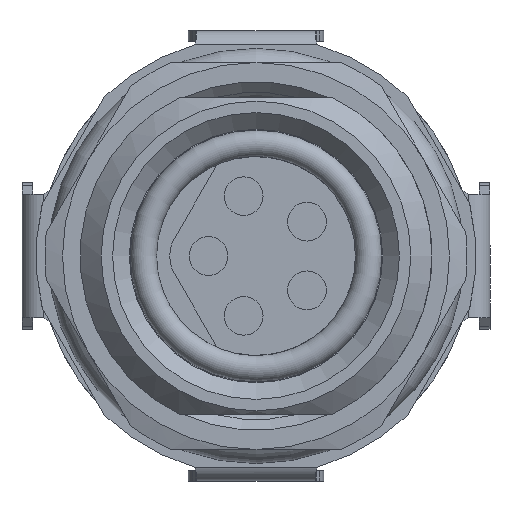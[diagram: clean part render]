
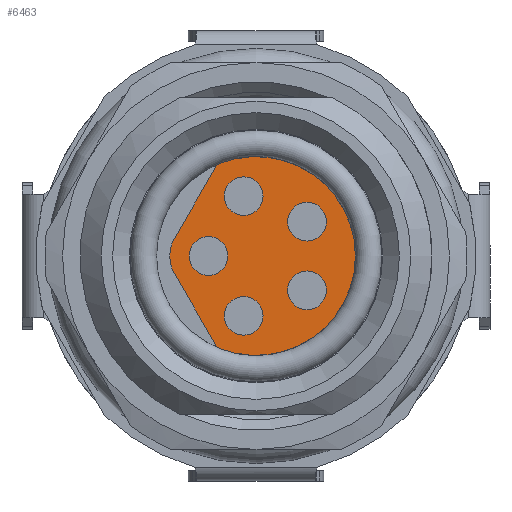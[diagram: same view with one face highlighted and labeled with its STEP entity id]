
A CAD part, left-side view. The second image highlights one B-rep face of the part: STEP entity #6463.
In plain terms, the highlighted planar face has unit normal (-1, 0, 0).
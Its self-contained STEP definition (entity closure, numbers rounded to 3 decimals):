
#372=PLANE('',#7773);
#1018=EDGE_LOOP('',(#1937));
#1019=EDGE_LOOP('',(#1938));
#1020=EDGE_LOOP('',(#1939));
#1021=EDGE_LOOP('',(#1940));
#1022=EDGE_LOOP('',(#1941));
#1023=EDGE_LOOP('',(#1942,#1943,#1944,#1945,#1946,#1947));
#1458=CIRCLE('',#7751,1.);
#1459=CIRCLE('',#7754,0.2);
#1460=CIRCLE('',#7756,0.2);
#1462=CIRCLE('',#7760,0.55);
#1464=CIRCLE('',#7763,0.55);
#1466=CIRCLE('',#7766,0.55);
#1468=CIRCLE('',#7769,0.55);
#1469=CIRCLE('',#7771,0.55);
#1470=CIRCLE('',#7772,2.825);
#1937=ORIENTED_EDGE('',*,*,#4100,.F.);
#1938=ORIENTED_EDGE('',*,*,#4098,.F.);
#1939=ORIENTED_EDGE('',*,*,#4101,.F.);
#1940=ORIENTED_EDGE('',*,*,#4096,.F.);
#1941=ORIENTED_EDGE('',*,*,#4094,.F.);
#1942=ORIENTED_EDGE('',*,*,#4092,.T.);
#1943=ORIENTED_EDGE('',*,*,#4090,.T.);
#1944=ORIENTED_EDGE('',*,*,#4102,.F.);
#1945=ORIENTED_EDGE('',*,*,#4087,.T.);
#1946=ORIENTED_EDGE('',*,*,#4085,.T.);
#1947=ORIENTED_EDGE('',*,*,#4082,.T.);
#4082=EDGE_CURVE('',#7028,#7029,#1458,.T.);
#4085=EDGE_CURVE('',#7030,#7028,#5140,.T.);
#4087=EDGE_CURVE('',#7031,#7030,#1459,.T.);
#4090=EDGE_CURVE('',#7033,#7032,#1460,.T.);
#4092=EDGE_CURVE('',#7029,#7033,#5145,.T.);
#4094=EDGE_CURVE('',#7035,#7035,#1462,.T.);
#4096=EDGE_CURVE('',#7037,#7037,#1464,.T.);
#4098=EDGE_CURVE('',#7039,#7039,#1466,.T.);
#4100=EDGE_CURVE('',#7041,#7041,#1468,.T.);
#4101=EDGE_CURVE('',#7042,#7042,#1469,.T.);
#4102=EDGE_CURVE('',#7031,#7032,#1470,.T.);
#5140=LINE('',#10824,#5798);
#5145=LINE('',#10838,#5803);
#5798=VECTOR('',#8609,1.);
#5803=VECTOR('',#8624,1.);
#6463=ADVANCED_FACE('',(#6866,#6867,#6868,#6869,#6870,#6871),#372,.F.);
#6866=FACE_BOUND('',#1018,.T.);
#6867=FACE_BOUND('',#1019,.T.);
#6868=FACE_BOUND('',#1020,.T.);
#6869=FACE_BOUND('',#1021,.T.);
#6870=FACE_BOUND('',#1022,.T.);
#6871=FACE_BOUND('',#1023,.T.);
#7028=VERTEX_POINT('',#10819);
#7029=VERTEX_POINT('',#10820);
#7030=VERTEX_POINT('',#10825);
#7031=VERTEX_POINT('',#10829);
#7032=VERTEX_POINT('',#10833);
#7033=VERTEX_POINT('',#10835);
#7035=VERTEX_POINT('',#10843);
#7037=VERTEX_POINT('',#10848);
#7039=VERTEX_POINT('',#10853);
#7041=VERTEX_POINT('',#10858);
#7042=VERTEX_POINT('',#10861);
#7751=AXIS2_PLACEMENT_3D('',#10818,#8603,#8604);
#7754=AXIS2_PLACEMENT_3D('',#10828,#8613,#8614);
#7756=AXIS2_PLACEMENT_3D('',#10834,#8619,#8620);
#7760=AXIS2_PLACEMENT_3D('',#10842,#8629,#8630);
#7763=AXIS2_PLACEMENT_3D('',#10847,#8635,#8636);
#7766=AXIS2_PLACEMENT_3D('',#10852,#8641,#8642);
#7769=AXIS2_PLACEMENT_3D('',#10857,#8647,#8648);
#7771=AXIS2_PLACEMENT_3D('',#10860,#8651,#8652);
#7772=AXIS2_PLACEMENT_3D('',#10862,#8653,#8654);
#7773=AXIS2_PLACEMENT_3D('',#10863,#8655,#8656);
#8603=DIRECTION('',(-1.,0.,0.));
#8604=DIRECTION('',(0.,0.,-1.));
#8609=DIRECTION('',(0.,0.5,-0.866));
#8613=DIRECTION('',(-1.,0.,0.));
#8614=DIRECTION('',(0.,-1.,0.));
#8619=DIRECTION('',(-1.,0.,0.));
#8620=DIRECTION('',(0.,-1.,0.));
#8624=DIRECTION('',(0.,-0.5,-0.866));
#8629=DIRECTION('',(-1.,0.,0.));
#8630=DIRECTION('',(0.,0.,-1.));
#8635=DIRECTION('',(-1.,0.,0.));
#8636=DIRECTION('',(0.,0.,-1.));
#8641=DIRECTION('',(-1.,0.,0.));
#8642=DIRECTION('',(0.,0.,-1.));
#8647=DIRECTION('',(-1.,0.,0.));
#8648=DIRECTION('',(0.,0.,-1.));
#8651=DIRECTION('',(-1.,0.,0.));
#8652=DIRECTION('',(0.,0.,-1.));
#8653=DIRECTION('',(1.,0.,0.));
#8654=DIRECTION('',(0.,-1.,0.));
#8655=DIRECTION('',(1.,0.,0.));
#8656=DIRECTION('',(0.,-1.,0.));
#10818=CARTESIAN_POINT('',(0.7,1.45,0.));
#10819=CARTESIAN_POINT('',(0.7,2.316,0.5));
#10820=CARTESIAN_POINT('',(0.7,2.316,-0.5));
#10824=CARTESIAN_POINT('',(0.7,1.103,2.601));
#10825=CARTESIAN_POINT('',(0.7,1.137,2.542));
#10828=CARTESIAN_POINT('',(0.7,0.964,2.442));
#10829=CARTESIAN_POINT('',(0.7,1.038,2.628));
#10833=CARTESIAN_POINT('',(0.7,1.038,-2.628));
#10834=CARTESIAN_POINT('',(0.7,0.964,-2.442));
#10835=CARTESIAN_POINT('',(0.7,1.137,-2.542));
#10838=CARTESIAN_POINT('',(0.7,2.316,-0.5));
#10842=CARTESIAN_POINT('',(0.7,1.35,0.));
#10843=CARTESIAN_POINT('',(0.7,1.35,-0.55));
#10847=CARTESIAN_POINT('',(0.7,-1.45,-0.975));
#10848=CARTESIAN_POINT('',(0.7,-1.45,-1.525));
#10852=CARTESIAN_POINT('',(0.7,0.35,1.7));
#10853=CARTESIAN_POINT('',(0.7,0.35,1.15));
#10857=CARTESIAN_POINT('',(0.7,0.35,-1.7));
#10858=CARTESIAN_POINT('',(0.7,0.35,-2.25));
#10860=CARTESIAN_POINT('',(0.7,-1.45,0.975));
#10861=CARTESIAN_POINT('',(0.7,-1.45,0.425));
#10862=CARTESIAN_POINT('',(0.7,0.,0.));
#10863=CARTESIAN_POINT('',(0.7,0.,0.));
